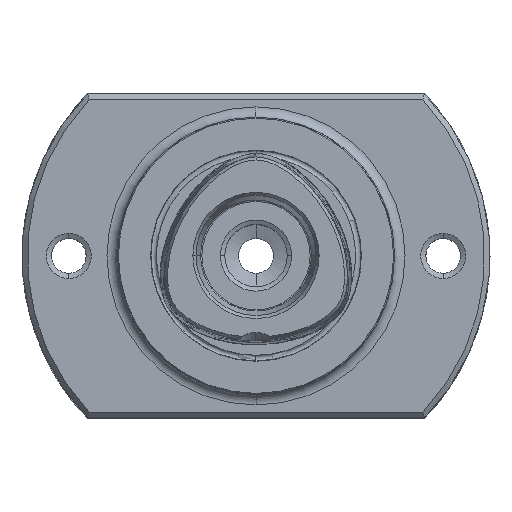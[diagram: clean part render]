
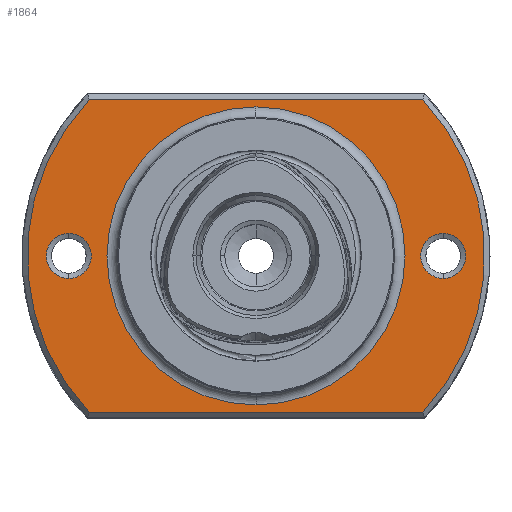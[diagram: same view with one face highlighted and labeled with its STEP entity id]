
A CAD part, top view. The second image highlights one B-rep face of the part: STEP entity #1864.
In plain terms, the highlighted planar face has unit normal (0, 0, 1).
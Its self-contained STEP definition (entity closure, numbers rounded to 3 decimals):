
#822=EDGE_CURVE('NONE',#1422,#940,#2238,.T.);
#940=VERTEX_POINT('NONE',#2363);
#956=VERTEX_POINT('NONE',#2381);
#1106=EDGE_CURVE('NONE',#956,#1418,#2548,.F.);
#1150=EDGE_CURVE('NONE',#1242,#1282,#2598,.F.);
#1218=EDGE_CURVE('NONE',#1282,#1242,#2678,.T.);
#1242=VERTEX_POINT('NONE',#2703);
#1282=VERTEX_POINT('NONE',#2746);
#1312=EDGE_CURVE('NONE',#1558,#956,#2777,.T.);
#1418=VERTEX_POINT('NONE',#2898);
#1422=VERTEX_POINT('NONE',#2902);
#1428=VERTEX_POINT('NONE',#2908);
#1558=VERTEX_POINT('NONE',#3051);
#1574=EDGE_CURVE('NONE',#1882,#1558,#3071,.F.);
#1852=VERTEX_POINT('NONE',#3387);
#1858=EDGE_CURVE('NONE',#1852,#1428,#3393,.T.);
#1864=ADVANCED_FACE('NONE',(#3400,#3401,#3402,#3403),#3404,.F.);
#1882=VERTEX_POINT('NONE',#3425);
#1952=EDGE_CURVE('NONE',#1418,#1882,#3502,.T.);
#1954=EDGE_CURVE('NONE',#1428,#1852,#3504,.F.);
#2062=EDGE_CURVE('NONE',#940,#1422,#3624,.T.);
#2238=CIRCLE('',#3977,43.0);
#2363=CARTESIAN_POINT('',(0.,43.0,-25.0));
#2381=CARTESIAN_POINT('',(48.046,-45.25,-25.0));
#2548=CIRCLE('',#4632,66.);
#2598=CIRCLE('',#4741,6.5);
#2678=CIRCLE('',#4866,6.5);
#2703=CARTESIAN_POINT('',(54.0,-6.5,-25.0));
#2746=CARTESIAN_POINT('',(54.0,6.5,-25.0));
#2777=LINE('',#5285,#5286);
#2898=CARTESIAN_POINT('',(48.046,45.25,-25.0));
#2902=CARTESIAN_POINT('',(0.,-43.0,-25.0));
#2908=CARTESIAN_POINT('',(-54.,6.5,-25.0));
#3051=CARTESIAN_POINT('',(-48.046,-45.25,-25.0));
#3071=CIRCLE('',#8832,66.);
#3387=CARTESIAN_POINT('',(-54.0,-6.5,-25.0));
#3393=CIRCLE('',#11160,6.5);
#3400=FACE_OUTER_BOUND('',#11168,.T.);
#3401=FACE_BOUND('',#11169,.T.);
#3402=FACE_BOUND('',#11170,.T.);
#3403=FACE_BOUND('',#11171,.T.);
#3404=PLANE('',#11172);
#3425=CARTESIAN_POINT('',(-48.046,45.25,-25.0));
#3502=LINE('',#11384,#11385);
#3504=CIRCLE('',#11388,6.5);
#3624=CIRCLE('',#11928,43.0);
#3977=AXIS2_PLACEMENT_3D('',#12167,#12168,#12169);
#4632=AXIS2_PLACEMENT_3D('',#12460,#12461,#12462);
#4741=AXIS2_PLACEMENT_3D('',#12518,#12519,#12520);
#4866=AXIS2_PLACEMENT_3D('',#12625,#12626,#12627);
#5285=CARTESIAN_POINT('',(67.5,-45.25,-25.0));
#5286=VECTOR('',#12703,1.0);
#8832=AXIS2_PLACEMENT_3D('',#13071,#13072,#13073);
#11160=AXIS2_PLACEMENT_3D('',#13497,#13498,#13499);
#11168=EDGE_LOOP('',(#13512,#13513,#13514,#13515));
#11169=EDGE_LOOP('',(#13516,#13517));
#11170=EDGE_LOOP('',(#13518,#13519));
#11171=EDGE_LOOP('',(#13520,#13521));
#11172=AXIS2_PLACEMENT_3D('',#13522,#13523,#13524);
#11384=CARTESIAN_POINT('',(67.5,45.25,-25.0));
#11385=VECTOR('',#13636,1.0);
#11388=AXIS2_PLACEMENT_3D('',#13637,#13638,#13639);
#11928=AXIS2_PLACEMENT_3D('',#13755,#13756,#13757);
#12167=CARTESIAN_POINT('',(0.,0.,-25.0));
#12168=DIRECTION('',(0.0,0.0,-1.0));
#12169=DIRECTION('',(0.0,1.0,0.0));
#12460=CARTESIAN_POINT('',(0.0,0.0,-25.0));
#12461=DIRECTION('',(0.0,0.0,-1.0));
#12462=DIRECTION('',(0.0,1.0,0.0));
#12518=CARTESIAN_POINT('',(54.0,0.0,-25.0));
#12519=DIRECTION('',(0.0,0.0,-1.0));
#12520=DIRECTION('',(0.0,-1.0,0.0));
#12625=CARTESIAN_POINT('',(54.0,0.0,-25.0));
#12626=DIRECTION('',(-0.0,0.0,1.0));
#12627=DIRECTION('',(0.0,-1.0,0.0));
#12703=DIRECTION('',(1.0,0.,0.0));
#13071=CARTESIAN_POINT('',(0.0,0.0,-25.0));
#13072=DIRECTION('',(0.0,0.0,-1.0));
#13073=DIRECTION('',(0.0,1.0,0.0));
#13497=CARTESIAN_POINT('',(-54.0,0.,-25.0));
#13498=DIRECTION('',(0.0,0.0,1.0));
#13499=DIRECTION('',(0.,1.0,-0.0));
#13512=ORIENTED_EDGE('',*,*,#1106,.T.);
#13513=ORIENTED_EDGE('',*,*,#1952,.T.);
#13514=ORIENTED_EDGE('',*,*,#1574,.T.);
#13515=ORIENTED_EDGE('',*,*,#1312,.T.);
#13516=ORIENTED_EDGE('',*,*,#1150,.F.);
#13517=ORIENTED_EDGE('',*,*,#1218,.F.);
#13518=ORIENTED_EDGE('',*,*,#2062,.T.);
#13519=ORIENTED_EDGE('',*,*,#822,.T.);
#13520=ORIENTED_EDGE('',*,*,#1954,.F.);
#13521=ORIENTED_EDGE('',*,*,#1858,.F.);
#13522=CARTESIAN_POINT('',(67.5,0.0,-25.0));
#13523=DIRECTION('',(0.0,0.0,-1.0));
#13524=DIRECTION('',(1.0,0.0,0.0));
#13636=DIRECTION('',(-1.0,0.,-0.0));
#13637=CARTESIAN_POINT('',(-54.0,0.,-25.0));
#13638=DIRECTION('',(0.0,0.0,-1.0));
#13639=DIRECTION('',(0.,1.0,0.0));
#13755=CARTESIAN_POINT('',(0.,0.,-25.0));
#13756=DIRECTION('',(0.0,0.0,-1.0));
#13757=DIRECTION('',(0.0,1.0,0.0));
